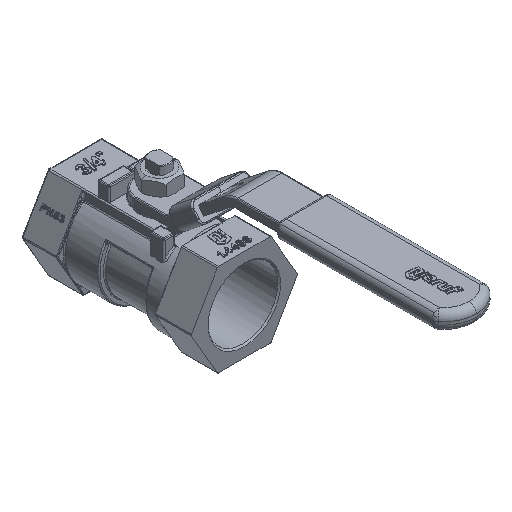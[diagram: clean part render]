
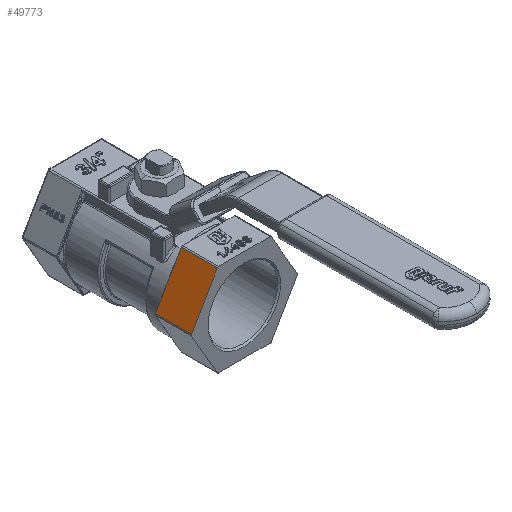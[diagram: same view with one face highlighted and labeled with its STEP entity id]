
A CAD part, isometric view. The second image highlights one B-rep face of the part: STEP entity #49773.
In plain terms, the highlighted planar face has unit normal (-0.866, 0, 0.5).
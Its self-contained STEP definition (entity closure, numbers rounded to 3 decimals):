
#40574=CARTESIAN_POINT('',(-9.382,-29.5,15.75));
#40575=VERTEX_POINT('',#40574);
#40583=CARTESIAN_POINT('',(-18.331,-29.5,0.25));
#40584=VERTEX_POINT('',#40583);
#40585=CARTESIAN_POINT('',(-9.382,-29.5,15.75));
#40586=DIRECTION('',(-0.5,-0.,-0.866));
#40587=VECTOR('',#40586,17.898);
#40588=LINE('',#40585,#40587);
#40589=EDGE_CURVE('',#40575,#40584,#40588,.T.);
#49036=CARTESIAN_POINT('',(-12.056,-17.,11.118));
#49037=VERTEX_POINT('',#49036);
#49153=CARTESIAN_POINT('',(-13.856,-17.,8.));
#49154=VERTEX_POINT('',#49153);
#49165=CARTESIAN_POINT('',(-12.056,-17.,11.118));
#49166=DIRECTION('',(-0.5,-0.,-0.866));
#49167=VECTOR('',#49166,3.6);
#49168=LINE('',#49165,#49167);
#49169=EDGE_CURVE('',#49037,#49154,#49168,.T.);
#49270=CARTESIAN_POINT('',(-15.656,-17.,4.882));
#49271=VERTEX_POINT('',#49270);
#49281=CARTESIAN_POINT('',(-13.856,-17.,8.));
#49282=DIRECTION('',(-0.5,-0.,-0.866));
#49283=VECTOR('',#49282,3.6);
#49284=LINE('',#49281,#49283);
#49285=EDGE_CURVE('',#49154,#49271,#49284,.T.);
#49446=CARTESIAN_POINT('',(-9.382,-17.,15.75));
#49447=VERTEX_POINT('',#49446);
#49448=CARTESIAN_POINT('',(-9.382,-17.,15.75));
#49449=DIRECTION('',(-0.5,-0.,-0.866));
#49450=VECTOR('',#49449,5.349);
#49451=LINE('',#49448,#49450);
#49452=EDGE_CURVE('',#49447,#49037,#49451,.T.);
#49507=CARTESIAN_POINT('',(-18.331,-17.,0.25));
#49508=VERTEX_POINT('',#49507);
#49516=CARTESIAN_POINT('',(-15.656,-17.,4.882));
#49517=DIRECTION('',(-0.5,-0.,-0.866));
#49518=VECTOR('',#49517,5.349);
#49519=LINE('',#49516,#49518);
#49520=EDGE_CURVE('',#49271,#49508,#49519,.T.);
#49622=CARTESIAN_POINT('',(-18.331,-17.,0.25));
#49623=DIRECTION('',(0.,-1.,0.));
#49624=VECTOR('',#49623,12.5);
#49625=LINE('',#49622,#49624);
#49626=EDGE_CURVE('',#49508,#40584,#49625,.T.);
#49754=CARTESIAN_POINT('',(-9.382,-17.,15.75));
#49755=DIRECTION('',(-0.866,0.,0.5));
#49756=DIRECTION('',(-0.5,-0.,-0.866));
#49757=AXIS2_PLACEMENT_3D('',#49754,#49755,#49756);
#49758=PLANE('',#49757);
#49759=ORIENTED_EDGE('',*,*,#49452,.T.);
#49760=ORIENTED_EDGE('',*,*,#49169,.T.);
#49761=ORIENTED_EDGE('',*,*,#49285,.T.);
#49762=ORIENTED_EDGE('',*,*,#49520,.T.);
#49763=ORIENTED_EDGE('',*,*,#49626,.T.);
#49764=ORIENTED_EDGE('',*,*,#40589,.F.);
#49765=CARTESIAN_POINT('',(-9.382,-17.,15.75));
#49766=DIRECTION('',(0.,-1.,0.));
#49767=VECTOR('',#49766,12.5);
#49768=LINE('',#49765,#49767);
#49769=EDGE_CURVE('',#49447,#40575,#49768,.T.);
#49770=ORIENTED_EDGE('',*,*,#49769,.F.);
#49771=EDGE_LOOP('',(#49759,#49760,#49761,#49762,#49763,#49764,#49770));
#49772=FACE_BOUND('',#49771,.T.);
#49773=ADVANCED_FACE('',(#49772),#49758,.T.);
